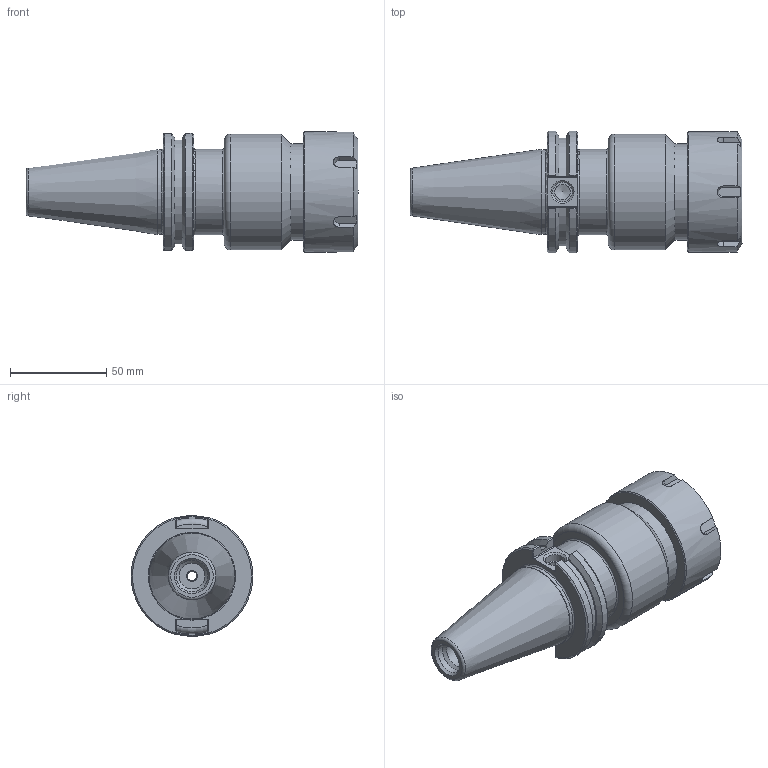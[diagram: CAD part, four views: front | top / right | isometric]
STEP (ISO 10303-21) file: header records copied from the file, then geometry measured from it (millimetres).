
FILE_DESCRIPTION((''),'2;1');
FILE_NAME('C40-40ER412.stp','2014-07-28T14:24:33',('kaykin'),(''),'Autodesk Inventor 2012','Autodesk Inventor 2012','');
FILE_SCHEMA(('AUTOMOTIVE_DESIGN { 1 0 10303 214 1 1 1 1 }'));
Length unit declared in the file: inch
Products named in the file (4): C40-40ER412; C40-40ER4-1; 40ERPN; BS-10
Assembly tree (3 placements, depth 2):
  C40-40ER412
    C40-40ER4-1
    40ERPN
    BS-10
Bounding box: 172.91 x 63.26 x 62.74 mm (x, y, z)
Volume: 228392.6 mm3; surface area: 57572.3 mm2
Topology: 3 solids, 3 shells, 153 faces, 374 edges, 233 vertices
Faces by surface type: plane 64, cone 40, cylinder 39, torus 10
Full cylindrical faces by diameter (mm): 5.588 x1, 7.112 x1, 8.001 x1, 10.135 x1, 13.386 x1, 16.459 x1, 24.892 x2, 26.848 x1, 28.397 x1, 30.988 x1, 33.477 x1, 38.1 x1, 41.148 x1, 43.942 x1, 44.45 x1, 48.666 x1, 50 x1, 50.292 x1, 60.325 x1, 62.738 x1
Entity records: 4397 total; most frequent: CARTESIAN_POINT 942, DIRECTION 676, ORIENTED_EDGE 620, EDGE_CURVE 310, AXIS2_PLACEMENT_3D 276, VERTEX_POINT 226, EDGE_LOOP 222, FACE_OUTER_BOUND 153
